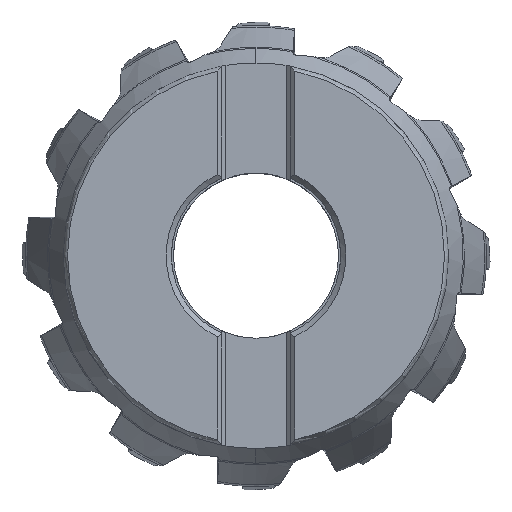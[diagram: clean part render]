
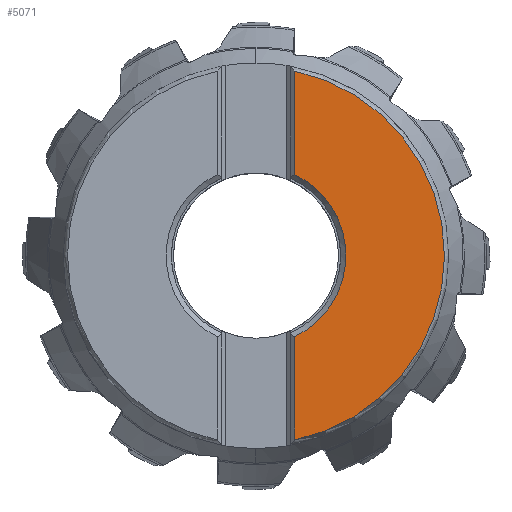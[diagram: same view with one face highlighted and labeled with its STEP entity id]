
A CAD part, top view. The second image highlights one B-rep face of the part: STEP entity #5071.
In plain terms, the highlighted planar face has unit normal (0, 0, 1).
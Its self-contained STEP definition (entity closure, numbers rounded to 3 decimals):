
#533=PLANE('',#29910);
#2158=LINE('',#52047,#3452);
#2159=LINE('',#52051,#3453);
#3452=VECTOR('',#34662,1.);
#3453=VECTOR('',#34665,1.);
#5071=ADVANCED_FACE('',(#6748),#533,.F.);
#6748=FACE_OUTER_BOUND('',#8302,.T.);
#8302=EDGE_LOOP('',(#14185,#14186,#14187,#14188,#14189));
#14185=ORIENTED_EDGE('',*,*,#24586,.F.);
#14186=ORIENTED_EDGE('',*,*,#24585,.F.);
#14187=ORIENTED_EDGE('',*,*,#24587,.T.);
#14188=ORIENTED_EDGE('',*,*,#24588,.F.);
#14189=ORIENTED_EDGE('',*,*,#24589,.T.);
#21158=VERTEX_POINT('',#52020);
#21161=VERTEX_POINT('',#52042);
#21162=VERTEX_POINT('',#52044);
#21163=VERTEX_POINT('',#52048);
#21164=VERTEX_POINT('',#52050);
#24585=EDGE_CURVE('',#21161,#21162,#27596,.T.);
#24586=EDGE_CURVE('',#21162,#21158,#27597,.T.);
#24587=EDGE_CURVE('',#21161,#21163,#2158,.T.);
#24588=EDGE_CURVE('',#21164,#21163,#27598,.T.);
#24589=EDGE_CURVE('',#21164,#21158,#2159,.T.);
#27596=CIRCLE('',#29906,43.504);
#27597=CIRCLE('',#29907,43.504);
#27598=CIRCLE('',#29909,20.75);
#29906=AXIS2_PLACEMENT_3D('',#52043,#34656,#34657);
#29907=AXIS2_PLACEMENT_3D('',#52045,#34658,#34659);
#29909=AXIS2_PLACEMENT_3D('',#52049,#34663,#34664);
#29910=AXIS2_PLACEMENT_3D('',#52052,#34666,#34667);
#34656=DIRECTION('',(0.,0.,-1.));
#34657=DIRECTION('',(0.205,0.979,0.));
#34658=DIRECTION('',(0.,0.,-1.));
#34659=DIRECTION('',(1.,-0.002,0.));
#34662=DIRECTION('',(0.,-1.,0.));
#34663=DIRECTION('',(0.,0.,1.));
#34664=DIRECTION('',(0.431,-0.902,0.));
#34665=DIRECTION('',(0.,-1.,0.));
#34666=DIRECTION('',(0.,0.,-1.));
#34667=DIRECTION('',(0.,1.,0.));
#52020=CARTESIAN_POINT('',(8.937,-42.576,0.));
#52042=CARTESIAN_POINT('',(8.937,42.576,0.));
#52043=CARTESIAN_POINT('',(0.,0.,0.));
#52044=CARTESIAN_POINT('',(43.503,-0.106,0.));
#52045=CARTESIAN_POINT('',(0.,0.,0.));
#52047=CARTESIAN_POINT('',(8.938,42.576,0.));
#52048=CARTESIAN_POINT('',(8.937,18.727,0.));
#52049=CARTESIAN_POINT('',(0.,0.,0.));
#52050=CARTESIAN_POINT('',(8.938,-18.727,0.));
#52051=CARTESIAN_POINT('',(8.938,-18.727,0.));
#52052=CARTESIAN_POINT('',(60.,48.,0.));
